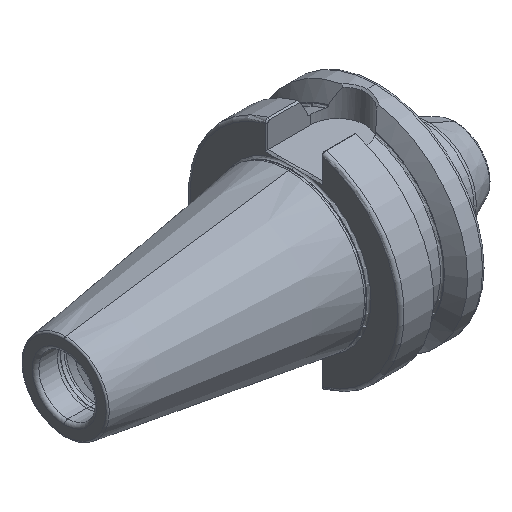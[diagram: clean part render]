
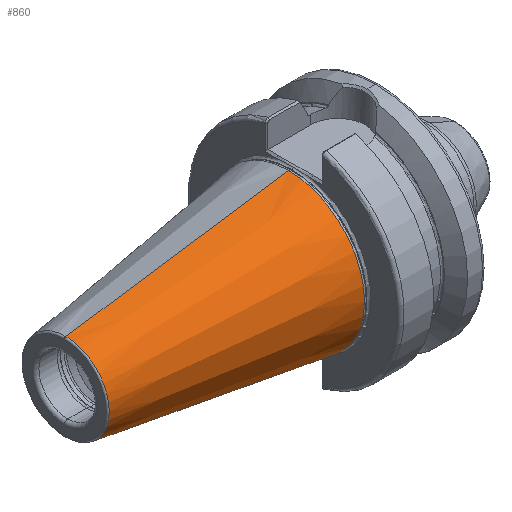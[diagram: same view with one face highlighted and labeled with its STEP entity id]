
A CAD part, isometric view. The second image highlights one B-rep face of the part: STEP entity #860.
In plain terms, the highlighted conical face has half-angle 8.297 degrees and reference radius 22.298 mm.
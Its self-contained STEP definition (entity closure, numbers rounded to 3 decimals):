
#74 = ORIENTED_EDGE ( 'NONE', *, *, #9115, .T. ) ;
#95 = ORIENTED_EDGE ( 'NONE', *, *, #9182, .F. ) ;
#499 = CIRCLE ( 'NONE', #4638, 22.298 ) ;
#860 = ADVANCED_FACE ( 'NONE', ( #6546 ), #6554, .T. ) ;
#2626 = ORIENTED_EDGE ( 'NONE', *, *, #9335, .F. ) ;
#2673 = ORIENTED_EDGE ( 'NONE', *, *, #4762, .T. ) ;
#2810 = EDGE_LOOP ( 'NONE', ( #95, #2673, #74, #2626 ) ) ;
#4510 = AXIS2_PLACEMENT_3D ( 'NONE', #11057, #11052, #11061 ) ;
#4577 = AXIS2_PLACEMENT_3D ( 'NONE', #6774, #6770, #6799 ) ;
#4638 = AXIS2_PLACEMENT_3D ( 'NONE', #16666, #16686, #16667 ) ;
#4762 = EDGE_CURVE ( 'NONE', #6579, #6623, #12285, .T. ) ;
#6546 = FACE_OUTER_BOUND ( 'NONE', #2810, .T. ) ;
#6554 = CONICAL_SURFACE ( 'NONE', #4510, 22.298, 0.145 ) ;
#6579 = VERTEX_POINT ( 'NONE', #14147 ) ;
#6595 = VERTEX_POINT ( 'NONE', #14149 ) ;
#6623 = VERTEX_POINT ( 'NONE', #14236 ) ;
#6625 = VERTEX_POINT ( 'NONE', #14220 ) ;
#6770 = DIRECTION ( 'NONE',  ( 1., 0., 0. ) ) ;
#6774 = CARTESIAN_POINT ( 'NONE',  ( -66.972, 0., 0. ) ) ;
#6799 = DIRECTION ( 'NONE',  ( 0., 0., -1. ) ) ;
#9115 = EDGE_CURVE ( 'NONE', #6623, #6625, #12171, .T. ) ;
#9182 = EDGE_CURVE ( 'NONE', #6579, #6595, #12231, .T. ) ;
#9335 = EDGE_CURVE ( 'NONE', #6595, #6625, #499, .T. ) ;
#11052 = DIRECTION ( 'NONE',  ( 1., 0., 0. ) ) ;
#11057 = CARTESIAN_POINT ( 'NONE',  ( -1.5, 0., 0. ) ) ;
#11061 = DIRECTION ( 'NONE',  ( 0., 0., -1. ) ) ;
#12171 = LINE ( 'NONE', #14778, #12173 ) ;
#12173 = VECTOR ( 'NONE', #14779, 1000. ) ;
#12222 = VECTOR ( 'NONE', #15631, 1000. ) ;
#12231 = LINE ( 'NONE', #15616, #12222 ) ;
#12285 = CIRCLE ( 'NONE', #4577, 12.75 ) ;
#14147 = CARTESIAN_POINT ( 'NONE',  ( -66.972, 0., 12.75 ) ) ;
#14149 = CARTESIAN_POINT ( 'NONE',  ( -1.5, 0., 22.298 ) ) ;
#14220 = CARTESIAN_POINT ( 'NONE',  ( -1.5, 0., -22.298 ) ) ;
#14236 = CARTESIAN_POINT ( 'NONE',  ( -66.972, 0., -12.75 ) ) ;
#14778 = CARTESIAN_POINT ( 'NONE',  ( -1.5, 0., -22.298 ) ) ;
#14779 = DIRECTION ( 'NONE',  ( 0.99, 0., -0.144 ) ) ;
#15616 = CARTESIAN_POINT ( 'NONE',  ( -1.5, 0., 22.298 ) ) ;
#15631 = DIRECTION ( 'NONE',  ( 0.99, 0., 0.144 ) ) ;
#16666 = CARTESIAN_POINT ( 'NONE',  ( -1.5, 0., 0. ) ) ;
#16667 = DIRECTION ( 'NONE',  ( 0., 0., -1. ) ) ;
#16686 = DIRECTION ( 'NONE',  ( 1., 0., 0. ) ) ;
